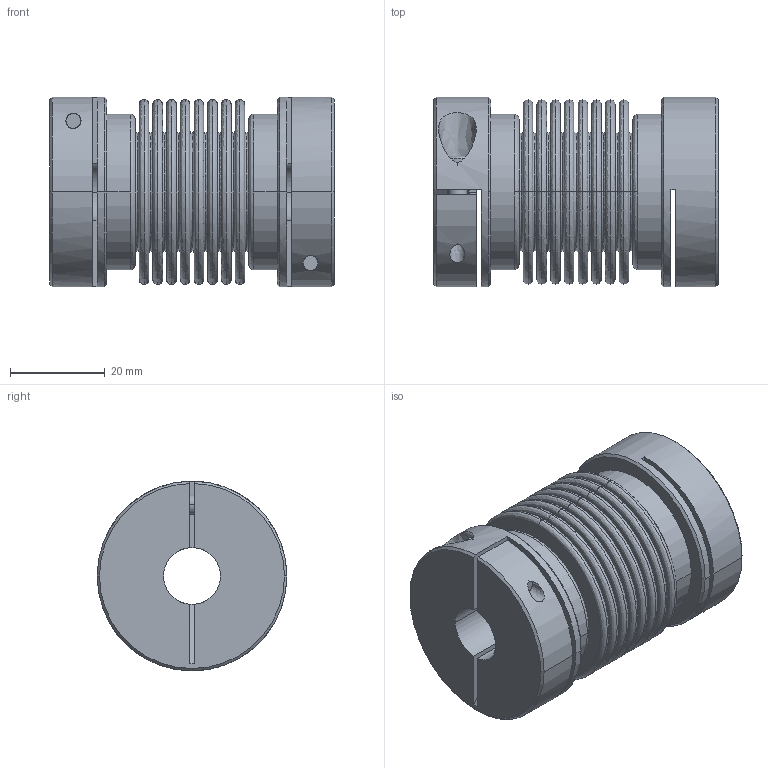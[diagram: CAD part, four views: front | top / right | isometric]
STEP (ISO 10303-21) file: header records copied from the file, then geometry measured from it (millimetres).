
FILE_DESCRIPTION (( 'STEP AP214' ), '1' );
FILE_NAME ('MKJ-150-12H7-12H7 neu.STEP', '2020-02-14T10:22:56', ( '' ), ( '' ), 'SwSTEP 2.0', 'SolidWorks 2019', '' );
FILE_SCHEMA (( 'AUTOMOTIVE_DESIGN' ));
Length unit declared in the file: millimetre
Products named in the file (1): MKJ-150-12H7-12H7 neu
Bounding box: 60.01 x 40 x 40 mm (x, y, z)
Volume: 40455.2 mm3; surface area: 39914.9 mm2
Topology: 1 solids, 1 shells, 298 faces, 658 edges, 408 vertices
Faces by surface type: bspline 188, plane 76, cylinder 20, cone 14
Entity records: 16246 total; most frequent: CARTESIAN_POINT 10120, ORIENTED_EDGE 1316, DIRECTION 936, EDGE_CURVE 658, VERTEX_POINT 408, AXIS2_PLACEMENT_3D 400, EDGE_LOOP 350, ADVANCED_FACE 298
